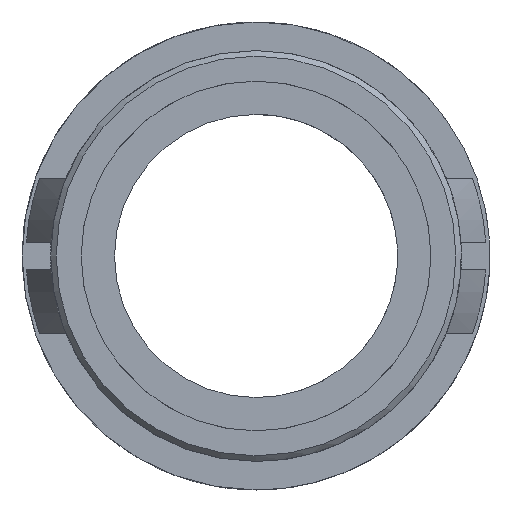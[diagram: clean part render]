
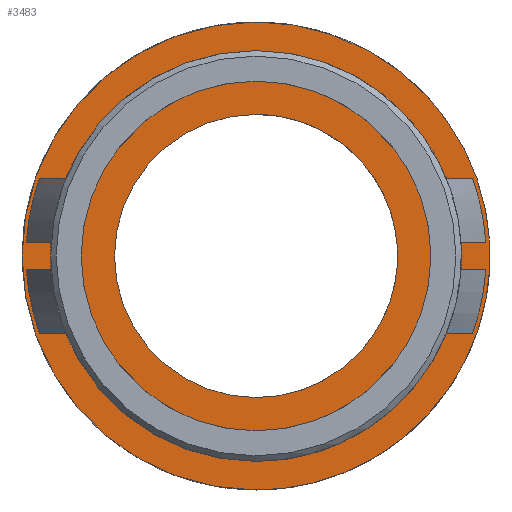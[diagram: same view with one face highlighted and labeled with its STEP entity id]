
A CAD part, front view. The second image highlights one B-rep face of the part: STEP entity #3483.
In plain terms, the highlighted planar face has unit normal (0, -1, 0).
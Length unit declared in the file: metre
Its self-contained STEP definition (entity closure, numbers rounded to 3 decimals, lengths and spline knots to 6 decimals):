
#32=(
BOUNDED_CURVE()
B_SPLINE_CURVE(3,(#7712,#7713,#7714,#7715,#7716,#7717,#7718),
 .UNSPECIFIED.,.F.,.F.)
B_SPLINE_CURVE_WITH_KNOTS((4,3,4),(-3.141593,-1.570796,0.),
 .UNSPECIFIED.)
CURVE()
GEOMETRIC_REPRESENTATION_ITEM()
RATIONAL_B_SPLINE_CURVE((1.,0.805,0.805,1.,0.805,
0.805,1.))
REPRESENTATION_ITEM('')
);
#33=(
BOUNDED_CURVE()
B_SPLINE_CURVE(3,(#7733,#7734,#7735,#7736,#7737,#7738,#7739),
 .UNSPECIFIED.,.F.,.F.)
B_SPLINE_CURVE_WITH_KNOTS((4,3,4),(0.,1.570796,3.141593),
 .UNSPECIFIED.)
CURVE()
GEOMETRIC_REPRESENTATION_ITEM()
RATIONAL_B_SPLINE_CURVE((1.,0.805,0.805,1.,0.805,
0.805,1.))
REPRESENTATION_ITEM('')
);
#135=PLANE('',#3678);
#180=LINE('',#4524,#481);
#438=LINE('',#7661,#739);
#444=LINE('',#7708,#745);
#446=LINE('',#7728,#747);
#481=VECTOR('',#3769,1.);
#739=VECTOR('',#4279,1.);
#745=VECTOR('',#4297,1.);
#747=VECTOR('',#4311,1.);
#1764=ORIENTED_EDGE('',*,*,#2486,.F.);
#1765=ORIENTED_EDGE('',*,*,#2487,.F.);
#1766=ORIENTED_EDGE('',*,*,#2484,.F.);
#1767=ORIENTED_EDGE('',*,*,#2488,.T.);
#1768=ORIENTED_EDGE('',*,*,#2474,.F.);
#1769=ORIENTED_EDGE('',*,*,#2489,.F.);
#1770=ORIENTED_EDGE('',*,*,#2490,.F.);
#1771=ORIENTED_EDGE('',*,*,#2034,.F.);
#1772=ORIENTED_EDGE('',*,*,#2491,.T.);
#1773=ORIENTED_EDGE('',*,*,#2492,.F.);
#1774=ORIENTED_EDGE('',*,*,#2493,.F.);
#1775=ORIENTED_EDGE('',*,*,#2494,.F.);
#1776=ORIENTED_EDGE('',*,*,#2495,.F.);
#1777=ORIENTED_EDGE('',*,*,#2496,.F.);
#2034=EDGE_CURVE('',#2551,#2552,#180,.T.);
#2474=EDGE_CURVE('',#2845,#2846,#438,.T.);
#2484=EDGE_CURVE('',#2851,#2852,#444,.T.);
#2486=EDGE_CURVE('',#2853,#2854,#32,.T.);
#2487=EDGE_CURVE('',#2854,#2853,#2910,.T.);
#2488=EDGE_CURVE('',#2851,#2846,#2911,.T.);
#2489=EDGE_CURVE('',#2855,#2845,#2912,.T.);
#2490=EDGE_CURVE('',#2852,#2855,#2913,.T.);
#2491=EDGE_CURVE('',#2551,#2856,#2914,.T.);
#2492=EDGE_CURVE('',#2857,#2856,#446,.T.);
#2493=EDGE_CURVE('',#2858,#2857,#2915,.T.);
#2494=EDGE_CURVE('',#2552,#2858,#2916,.T.);
#2495=EDGE_CURVE('',#2859,#2860,#33,.T.);
#2496=EDGE_CURVE('',#2860,#2859,#2917,.T.);
#2551=VERTEX_POINT('',#4523);
#2552=VERTEX_POINT('',#4525);
#2845=VERTEX_POINT('',#7660);
#2846=VERTEX_POINT('',#7662);
#2851=VERTEX_POINT('',#7707);
#2852=VERTEX_POINT('',#7709);
#2853=VERTEX_POINT('',#7719);
#2854=VERTEX_POINT('',#7720);
#2855=VERTEX_POINT('',#7724);
#2856=VERTEX_POINT('',#7727);
#2857=VERTEX_POINT('',#7729);
#2858=VERTEX_POINT('',#7731);
#2859=VERTEX_POINT('',#7740);
#2860=VERTEX_POINT('',#7741);
#2910=CIRCLE('',#3679,0.006477);
#2911=CIRCLE('',#3680,0.009398);
#2912=CIRCLE('',#3681,0.008001);
#2913=CIRCLE('',#3682,0.008001);
#2914=CIRCLE('',#3683,0.009398);
#2915=CIRCLE('',#3684,0.008001);
#2916=CIRCLE('',#3685,0.008001);
#2917=CIRCLE('',#3686,0.010706);
#3077=EDGE_LOOP('',(#1764,#1765));
#3078=EDGE_LOOP('',(#1766,#1767,#1768,#1769,#1770));
#3079=EDGE_LOOP('',(#1771,#1772,#1773,#1774,#1775));
#3080=EDGE_LOOP('',(#1776,#1777));
#3283=FACE_BOUND('',#3077,.T.);
#3284=FACE_BOUND('',#3078,.T.);
#3285=FACE_BOUND('',#3079,.T.);
#3286=FACE_BOUND('',#3080,.T.);
#3483=ADVANCED_FACE('',(#3283,#3284,#3285,#3286),#135,.F.);
#3678=AXIS2_PLACEMENT_3D('',#7711,#4299,#4300);
#3679=AXIS2_PLACEMENT_3D('',#7721,#4301,#4302);
#3680=AXIS2_PLACEMENT_3D('',#7722,#4303,#4304);
#3681=AXIS2_PLACEMENT_3D('',#7723,#4305,#4306);
#3682=AXIS2_PLACEMENT_3D('',#7725,#4307,#4308);
#3683=AXIS2_PLACEMENT_3D('',#7726,#4309,#4310);
#3684=AXIS2_PLACEMENT_3D('',#7730,#4312,#4313);
#3685=AXIS2_PLACEMENT_3D('',#7732,#4314,#4315);
#3686=AXIS2_PLACEMENT_3D('',#7742,#4316,#4317);
#3769=DIRECTION('',(1.,0.,0.));
#4279=DIRECTION('',(-1.,0.,0.));
#4297=DIRECTION('',(-1.,0.,0.));
#4299=DIRECTION('',(0.,1.,0.));
#4300=DIRECTION('',(0.,0.,1.));
#4301=DIRECTION('',(0.,-1.,0.));
#4302=DIRECTION('',(0.,0.,1.));
#4303=DIRECTION('',(0.,1.,0.));
#4304=DIRECTION('',(0.,0.,1.));
#4305=DIRECTION('',(0.,1.,0.));
#4306=DIRECTION('',(0.,0.,-1.));
#4307=DIRECTION('',(0.,1.,0.));
#4308=DIRECTION('',(0.798,0.,-0.603));
#4309=DIRECTION('',(0.,1.,0.));
#4310=DIRECTION('',(0.,0.,1.));
#4311=DIRECTION('',(1.,0.,0.));
#4312=DIRECTION('',(0.,1.,0.));
#4313=DIRECTION('',(0.,0.,1.));
#4314=DIRECTION('',(0.,1.,0.));
#4315=DIRECTION('',(-0.798,0.,0.603));
#4316=DIRECTION('',(0.,1.,0.));
#4317=DIRECTION('',(0.,0.,-1.));
#4523=CARTESIAN_POINT('',(-0.008064,0.,0.004826));
#4524=CARTESIAN_POINT('',(-0.007223,0.,0.004826));
#4525=CARTESIAN_POINT('',(-0.006382,0.,0.004826));
#7660=CARTESIAN_POINT('',(-0.006382,0.,-0.004826));
#7661=CARTESIAN_POINT('',(-0.007223,0.,-0.004826));
#7662=CARTESIAN_POINT('',(-0.008064,0.,-0.004826));
#7707=CARTESIAN_POINT('',(0.008064,0.,-0.004826));
#7708=CARTESIAN_POINT('',(0.007223,0.,-0.004826));
#7709=CARTESIAN_POINT('',(0.006382,0.,-0.004826));
#7711=CARTESIAN_POINT('',(-0.010835,0.,-0.010835));
#7712=CARTESIAN_POINT('',(0.,0.,-0.006477));
#7713=CARTESIAN_POINT('',(0.003794,0.,-0.006477));
#7714=CARTESIAN_POINT('',(0.006477,0.,-0.003794));
#7715=CARTESIAN_POINT('',(0.006477,0.,0.));
#7716=CARTESIAN_POINT('',(0.006477,0.,0.003794));
#7717=CARTESIAN_POINT('',(0.003794,0.,0.006477));
#7718=CARTESIAN_POINT('',(0.,0.,0.006477));
#7719=CARTESIAN_POINT('',(0.,0.,-0.006477));
#7720=CARTESIAN_POINT('',(0.,0.,0.006477));
#7721=CARTESIAN_POINT('',(0.,0.,0.));
#7722=CARTESIAN_POINT('',(0.,0.,0.));
#7723=CARTESIAN_POINT('',(0.,0.,0.));
#7724=CARTESIAN_POINT('',(0.,0.,-0.008001));
#7725=CARTESIAN_POINT('',(0.,0.,0.));
#7726=CARTESIAN_POINT('',(0.,0.,0.));
#7727=CARTESIAN_POINT('',(0.008064,0.,0.004826));
#7728=CARTESIAN_POINT('',(0.007223,0.,0.004826));
#7729=CARTESIAN_POINT('',(0.006382,0.,0.004826));
#7730=CARTESIAN_POINT('',(0.,0.,0.));
#7731=CARTESIAN_POINT('',(0.,0.,0.008001));
#7732=CARTESIAN_POINT('',(0.,0.,0.));
#7733=CARTESIAN_POINT('',(0.,0.,0.010706));
#7734=CARTESIAN_POINT('',(0.006271,0.,0.010706));
#7735=CARTESIAN_POINT('',(0.010706,0.,0.006271));
#7736=CARTESIAN_POINT('',(0.010706,0.,0.));
#7737=CARTESIAN_POINT('',(0.010706,0.,-0.006271));
#7738=CARTESIAN_POINT('',(0.006271,0.,-0.010706));
#7739=CARTESIAN_POINT('',(0.,0.,-0.010706));
#7740=CARTESIAN_POINT('',(0.,0.,0.010706));
#7741=CARTESIAN_POINT('',(0.,0.,-0.010706));
#7742=CARTESIAN_POINT('',(0.,0.,0.));
